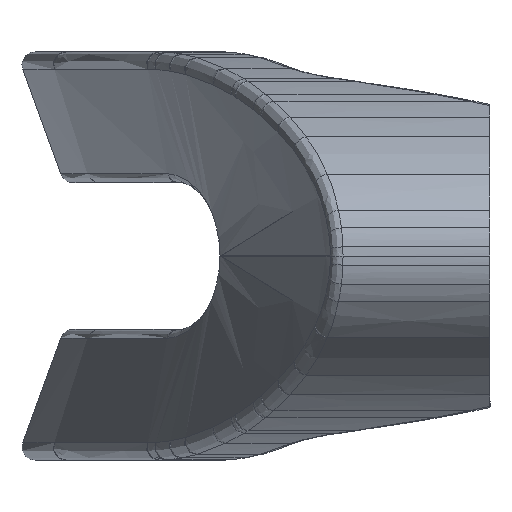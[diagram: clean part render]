
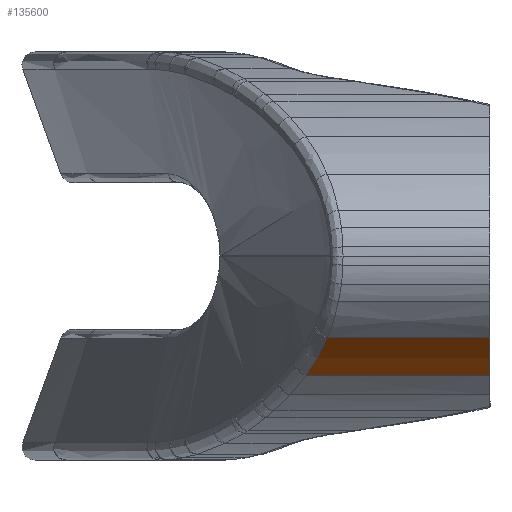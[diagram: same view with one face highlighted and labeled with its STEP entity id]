
A CAD part, left-side view. The second image highlights one B-rep face of the part: STEP entity #135600.
In plain terms, the highlighted face is a extrusion surface.
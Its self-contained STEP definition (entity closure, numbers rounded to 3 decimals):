
#134810=CARTESIAN_POINT('',(-87.184,0.,
-5.016));
#134820=VERTEX_POINT('',#134810);
#134850=CARTESIAN_POINT('',(-87.184,33.788,
-5.016));
#134860=DIRECTION('',(0.,-1.,0.));
#134870=VECTOR('',#134860,1.);
#134880=LINE('',#134850,#134870);
#134890=CARTESIAN_POINT('',(-87.184,9.965,
-5.016));
#134900=VERTEX_POINT('',#134890);
#134910=EDGE_CURVE('',#134900,#134820,#134880,.T.);
#135090=CARTESIAN_POINT('',(-87.184,33.788,
-5.016));
#135100=CARTESIAN_POINT('',(-86.649,33.788,
-5.472));
#135110=CARTESIAN_POINT('',(-86.085,33.788,
-5.88));
#135120=CARTESIAN_POINT('',(-85.503,33.788,
-6.256));
#135130=CARTESIAN_POINT('',(-84.922,33.788,
-6.631));
#135140=CARTESIAN_POINT('',(-84.318,33.788,
-6.976));
#135150=CARTESIAN_POINT('',(-83.693,33.788,
-7.3));
#135160=B_SPLINE_CURVE_WITH_KNOTS('',3,(#135090,#135100,#135110,#135120,
#135130,#135140,#135150),.UNSPECIFIED.,.F.,.F.,(4,3,4),(0.,
2.09,4.18),.UNSPECIFIED.);
#135170=DIRECTION('',(0.,-1.,0.));
#135180=VECTOR('',#135170,1.);
#135190=SURFACE_OF_LINEAR_EXTRUSION('',#135160,#135180);
#135200=ORIENTED_EDGE('',*,*,#134910,.F.);
#135210=CARTESIAN_POINT('',(-87.184,0.,
-5.016));
#135220=CARTESIAN_POINT('',(-86.649,0.,
-5.472));
#135230=CARTESIAN_POINT('',(-86.085,0.,
-5.88));
#135240=CARTESIAN_POINT('',(-85.503,0.,
-6.256));
#135250=CARTESIAN_POINT('',(-84.922,0.,
-6.631));
#135260=CARTESIAN_POINT('',(-84.318,0.,
-6.976));
#135270=CARTESIAN_POINT('',(-83.693,0.,
-7.3));
#135280=B_SPLINE_CURVE_WITH_KNOTS('',3,(#135210,#135220,#135230,#135240,
#135250,#135260,#135270),.UNSPECIFIED.,.F.,.F.,(4,3,4),(0.,
2.09,4.18),.UNSPECIFIED.);
#135290=CARTESIAN_POINT('',(-83.693,0.,
-7.3));
#135300=VERTEX_POINT('',#135290);
#135310=EDGE_CURVE('',#134820,#135300,#135280,.T.);
#135320=ORIENTED_EDGE('',*,*,#135310,.F.);
#135330=CARTESIAN_POINT('',(-83.693,33.788,
-7.3));
#135340=DIRECTION('',(0.,-1.,0.));
#135350=VECTOR('',#135340,1.);
#135360=LINE('',#135330,#135350);
#135370=CARTESIAN_POINT('',(-83.693,11.251,
-7.3));
#135380=VERTEX_POINT('',#135370);
#135390=EDGE_CURVE('',#135380,#135300,#135360,.T.);
#135400=ORIENTED_EDGE('',*,*,#135390,.T.);
#135410=CARTESIAN_POINT('',(-87.184,9.965,
-5.016));
#135420=CARTESIAN_POINT('',(-87.157,9.975,
-5.04));
#135430=CARTESIAN_POINT('',(-87.128,9.985,
-5.063));
#135440=CARTESIAN_POINT('',(-87.013,10.028,
-5.16));
#135450=CARTESIAN_POINT('',(-86.923,10.061,
-5.234));
#135460=CARTESIAN_POINT('',(-86.335,10.276,
-5.702));
#135470=CARTESIAN_POINT('',(-85.809,10.47,
-6.066));
#135480=CARTESIAN_POINT('',(-84.818,10.835,
-6.687));
#135490=CARTESIAN_POINT('',(-84.351,11.008,
-6.953));
#135500=CARTESIAN_POINT('',(-83.851,11.192,
-7.218));
#135510=CARTESIAN_POINT('',(-83.821,11.203,
-7.233));
#135520=CARTESIAN_POINT('',(-83.759,11.226,
-7.266));
#135530=CARTESIAN_POINT('',(-83.726,11.238,
-7.283));
#135540=CARTESIAN_POINT('',(-83.693,11.251,
-7.3));
#135550=B_SPLINE_CURVE_WITH_KNOTS('',3,(#135410,#135420,#135430,#135440,
#135450,#135460,#135470,#135480,#135490,#135500,#135510,#135520,#135530,
#135540),.UNSPECIFIED.,.F.,.F.,(4,2,2,2,2,2,4),(0.,0.105,
0.461,2.398,4.053,4.159,
4.273),.UNSPECIFIED.);
#135560=EDGE_CURVE('',#134900,#135380,#135550,.T.);
#135570=ORIENTED_EDGE('',*,*,#135560,.T.);
#135580=EDGE_LOOP('',(#135570,#135400,#135320,#135200));
#135590=FACE_OUTER_BOUND('',#135580,.T.);
#135600=ADVANCED_FACE('',(#135590),#135190,.T.);
